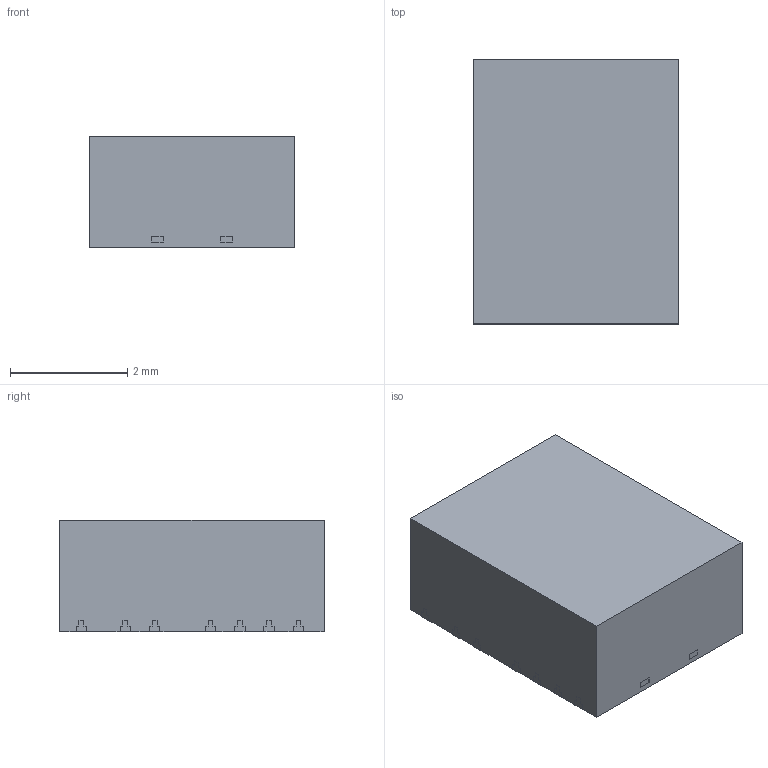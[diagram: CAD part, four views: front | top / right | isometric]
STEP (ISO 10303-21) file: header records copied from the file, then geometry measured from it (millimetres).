
FILE_DESCRIPTION (( 'STEP AP214' ), '1' );
FILE_NAME ('TPSM365R3RDNR.STEP', '2024-07-22T06:34:37', ( '' ), ( '' ), 'SwSTEP 2.0', 'SolidWorks 2023', '' );
FILE_SCHEMA (( 'AUTOMOTIVE_DESIGN' ));
Length unit declared in the file: millimetre
Products named in the file (14): SOLID1-489_AF0.stp; SOLID1-493_AF0.stp; MOLD_CPOMPOUND_AF0.stp; TPSM365R3RDNR; RDN0011A.stp; SOLID1-494_AF0.stp; SOLID1-490_AF0.stp; SOLID1-491_AF0.stp; SOLID1-495_AF0.stp; SOLID1-492_AF0.stp; SOLID1-498_AF0.stp; LF_NEW_2_AF0_ASM.stp; SOLID1-496_AF0.stp; SOLID1-497_AF0.stp
Assembly tree (13 placements, depth 4):
  TPSM365R3RDNR
    RDN0011A.stp
      LF_NEW_2_AF0_ASM.stp
        SOLID1-489_AF0.stp
        SOLID1-490_AF0.stp
        SOLID1-491_AF0.stp
        SOLID1-492_AF0.stp
        SOLID1-493_AF0.stp
        SOLID1-494_AF0.stp
        SOLID1-495_AF0.stp
        SOLID1-496_AF0.stp
        SOLID1-497_AF0.stp
        SOLID1-498_AF0.stp
      MOLD_CPOMPOUND_AF0.stp
Bounding box: 3.5 x 4.5 x 1.91 mm (x, y, z)
Volume: 30 mm3; surface area: 83.4 mm2
Topology: 15 solids, 15 shells, 483 faces, 1350 edges, 900 vertices
Faces by surface type: plane 455, cylinder 28
Entity records: 21026 total; most frequent: CARTESIAN_POINT 2751, ORIENTED_EDGE 2700, DIRECTION 2408, EDGE_CURVE 1350, LINE 1294, VECTOR 1294, VERTEX_POINT 900, AXIS2_PLACEMENT_3D 557
